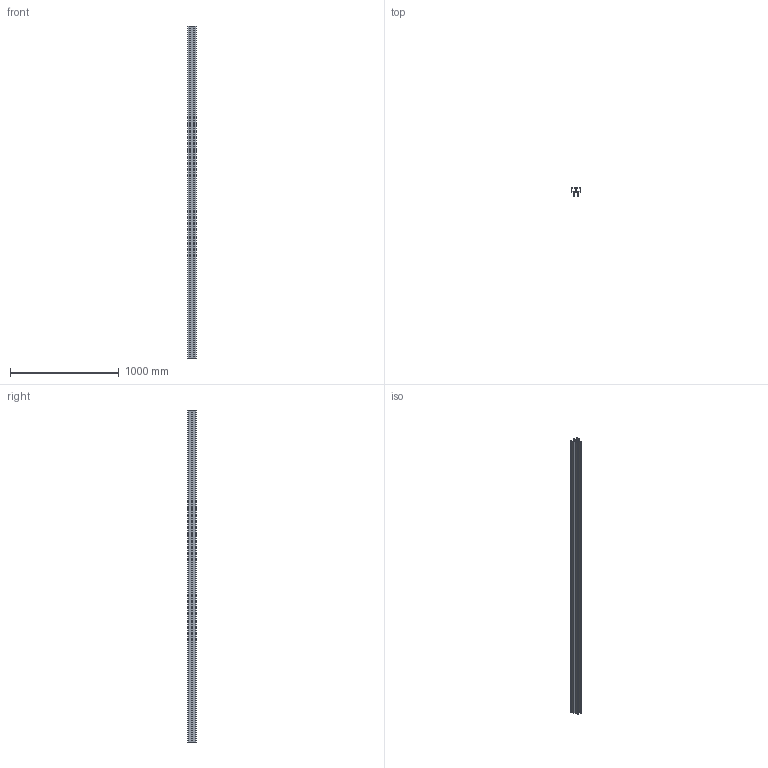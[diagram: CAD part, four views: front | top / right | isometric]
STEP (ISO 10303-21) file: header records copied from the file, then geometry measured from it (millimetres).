
FILE_DESCRIPTION((''),' ');
FILE_NAME('P1001D3.stp',' ',('Terry Dollhoff'),('Digital Brewery'),' ','ACIS 14.0',' ');
FILE_SCHEMA(('automotive_design'));
Length unit declared in the file: inch
Products named in the file (2): Part_10407
Bounding box: 82.55 x 82.55 x 3048 mm (x, y, z)
Volume: 3261392 mm3; surface area: 2119218.4 mm2
Topology: 1 solids, 1 shells, 84 faces, 246 edges, 164 vertices
Faces by surface type: plane 42, cylinder 42
Entity records: 6632 total; most frequent: DIRECTION 628, CARTESIAN_POINT 580, STYLED_ITEM 579, PRESENTATION_STYLE_ASSIGNMENT 579, COLOUR_RGB 579, ORIENTED_EDGE 492, CURVE_STYLE 330, DRAUGHTING_PRE_DEFINED_CURVE_FONT 330
